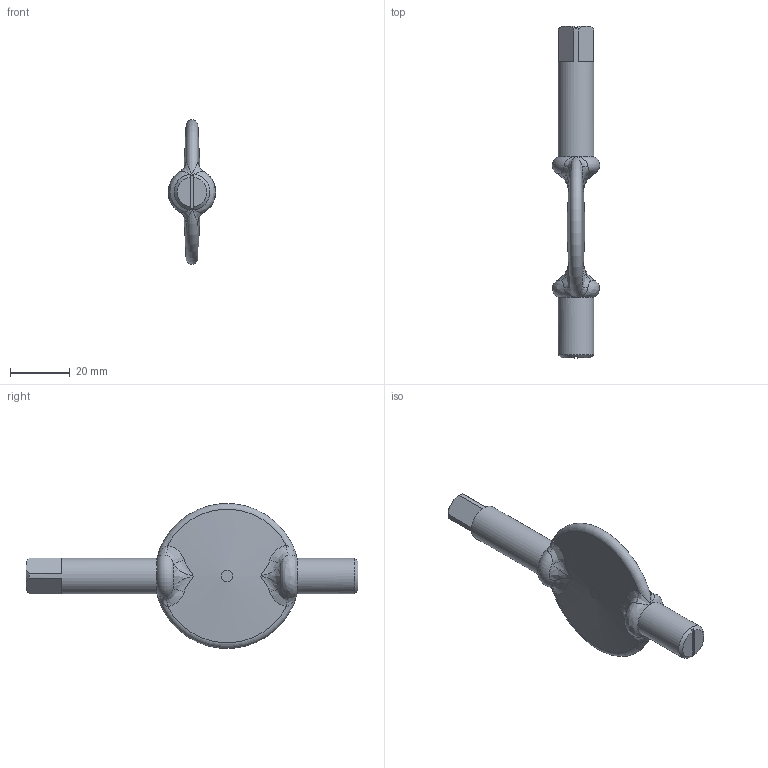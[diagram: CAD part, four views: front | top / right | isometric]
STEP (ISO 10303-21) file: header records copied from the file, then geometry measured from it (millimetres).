
FILE_DESCRIPTION((''),'2;1');
FILE_NAME('57501200X.stp','2010-10-21T13:30:40',('thilbrands'),(''),'Autodesk Inventor 2008','Autodesk Inventor 2008','');
FILE_SCHEMA(('AUTOMOTIVE_DESIGN { 1 0 10303 214 1 1 1 1 }'));
Length unit declared in the file: millimetre
Products named in the file (1): 57501100X
Bounding box: 15.95 x 111.5 x 48.52 mm (x, y, z)
Volume: 16646.7 mm3; surface area: 7046.1 mm2
Topology: 1 solids, 1 shells, 70 faces, 189 edges, 112 vertices
Faces by surface type: bspline 32, plane 23, cone 9, torus 4, cylinder 2
Full cylindrical faces by diameter (mm): 12 x2
Entity records: 4531 total; most frequent: CARTESIAN_POINT 3133, ORIENTED_EDGE 330, DIRECTION 218, EDGE_CURVE 165, VERTEX_POINT 105, AXIS2_PLACEMENT_3D 95, EDGE_LOOP 76, FACE_OUTER_BOUND 69
